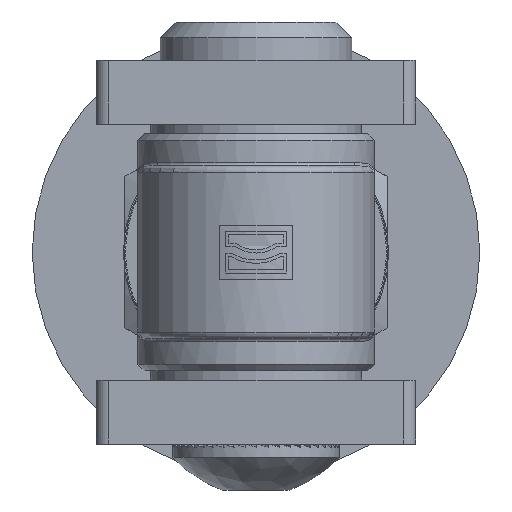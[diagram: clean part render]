
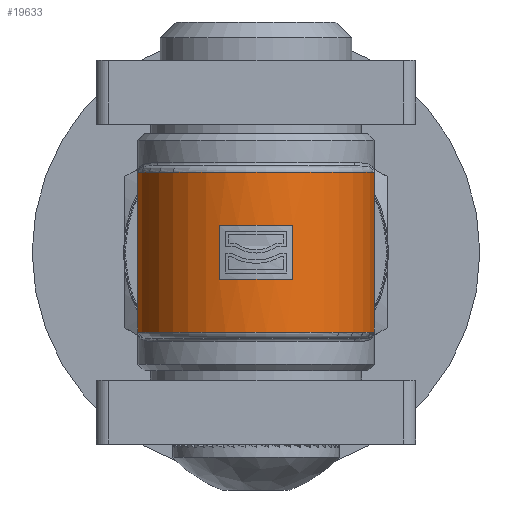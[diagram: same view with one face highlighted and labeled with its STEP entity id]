
A CAD part, left-side view. The second image highlights one B-rep face of the part: STEP entity #19633.
In plain terms, the highlighted cylindrical face has radius 18.5 mm (diameter 37 mm), a partial arc.
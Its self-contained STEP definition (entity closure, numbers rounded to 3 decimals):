
#498=FACE_BOUND('',#2906,.T.);
#559=CIRCLE('',#20903,18.5);
#571=CIRCLE('',#20924,18.5);
#597=CIRCLE('',#20974,18.5);
#599=CIRCLE('',#20977,18.5);
#1841=FACE_OUTER_BOUND('',#2905,.T.);
#2905=EDGE_LOOP('',(#13801,#13802,#13803,#13804));
#2906=EDGE_LOOP('',(#13805,#13806,#13807,#13808));
#3987=LINE('',#28232,#6290);
#4007=LINE('',#28315,#6310);
#4025=LINE('',#28569,#6328);
#4028=LINE('',#28576,#6331);
#6290=VECTOR('',#22595,10.);
#6310=VECTOR('',#22655,10.);
#6328=VECTOR('',#22753,10.);
#6331=VECTOR('',#22760,10.);
#8646=VERTEX_POINT('',#28222);
#8647=VERTEX_POINT('',#28223);
#8650=VERTEX_POINT('',#28231);
#8673=VERTEX_POINT('',#28311);
#8699=VERTEX_POINT('',#28479);
#8700=VERTEX_POINT('',#28544);
#8703=VERTEX_POINT('',#28567);
#8704=VERTEX_POINT('',#28572);
#10632=EDGE_CURVE('',#8646,#8647,#559,.T.);
#10636=EDGE_CURVE('',#8647,#8650,#3987,.T.);
#10667=EDGE_CURVE('',#8650,#8673,#571,.T.);
#10669=EDGE_CURVE('',#8673,#8646,#4007,.T.);
#10715=EDGE_CURVE('',#8703,#8699,#4025,.T.);
#10719=EDGE_CURVE('',#8700,#8704,#4028,.T.);
#10728=EDGE_CURVE('',#8704,#8703,#597,.T.);
#10730=EDGE_CURVE('',#8699,#8700,#599,.T.);
#13801=ORIENTED_EDGE('',*,*,#10719,.F.);
#13802=ORIENTED_EDGE('',*,*,#10730,.F.);
#13803=ORIENTED_EDGE('',*,*,#10715,.F.);
#13804=ORIENTED_EDGE('',*,*,#10728,.F.);
#13805=ORIENTED_EDGE('',*,*,#10667,.T.);
#13806=ORIENTED_EDGE('',*,*,#10669,.T.);
#13807=ORIENTED_EDGE('',*,*,#10632,.T.);
#13808=ORIENTED_EDGE('',*,*,#10636,.T.);
#19557=CYLINDRICAL_SURFACE('',#20976,18.5);
#19633=ADVANCED_FACE('',(#1841,#498),#19557,.T.);
#20903=AXIS2_PLACEMENT_3D('',#28224,#22587,#22588);
#20924=AXIS2_PLACEMENT_3D('',#28312,#22650,#22651);
#20974=AXIS2_PLACEMENT_3D('',#28713,#22773,#22774);
#20976=AXIS2_PLACEMENT_3D('',#28715,#22777,#22778);
#20977=AXIS2_PLACEMENT_3D('',#28716,#22779,#22780);
#22587=DIRECTION('center_axis',(0.,0.,-1.));
#22588=DIRECTION('ref_axis',(-1.,0.,0.));
#22595=DIRECTION('',(0.,0.,1.));
#22650=DIRECTION('center_axis',(0.,0.,1.));
#22651=DIRECTION('ref_axis',(-1.,0.,0.));
#22655=DIRECTION('',(0.,0.,-1.));
#22753=DIRECTION('',(0.,0.,1.));
#22760=DIRECTION('',(0.,0.,-1.));
#22773=DIRECTION('center_axis',(0.,0.,-1.));
#22774=DIRECTION('ref_axis',(-1.,0.,0.));
#22777=DIRECTION('center_axis',(0.,0.,1.));
#22778=DIRECTION('ref_axis',(-1.,0.,0.));
#22779=DIRECTION('center_axis',(0.,0.,1.));
#22780=DIRECTION('ref_axis',(-1.,0.,0.));
#28222=CARTESIAN_POINT('',(-20.584,-5.75,-4.25));
#28223=CARTESIAN_POINT('',(-20.584,5.75,-4.25));
#28224=CARTESIAN_POINT('Origin',(-3.,0.,-4.25));
#28231=CARTESIAN_POINT('',(-20.584,5.75,4.25));
#28232=CARTESIAN_POINT('',(-20.584,5.75,0.));
#28311=CARTESIAN_POINT('',(-20.584,-5.75,4.25));
#28312=CARTESIAN_POINT('Origin',(-3.,0.,4.25));
#28315=CARTESIAN_POINT('',(-20.584,-5.75,0.));
#28479=CARTESIAN_POINT('',(-1.539,18.442,12.5));
#28544=CARTESIAN_POINT('',(-1.539,-18.442,12.5));
#28567=CARTESIAN_POINT('',(-1.539,18.442,-12.5));
#28569=CARTESIAN_POINT('',(-1.539,18.442,0.));
#28572=CARTESIAN_POINT('',(-1.539,-18.442,-12.5));
#28576=CARTESIAN_POINT('',(-1.539,-18.442,0.));
#28713=CARTESIAN_POINT('Origin',(-3.,0.,-12.5));
#28715=CARTESIAN_POINT('Origin',(-3.,0.,0.));
#28716=CARTESIAN_POINT('Origin',(-3.,0.,12.5));
